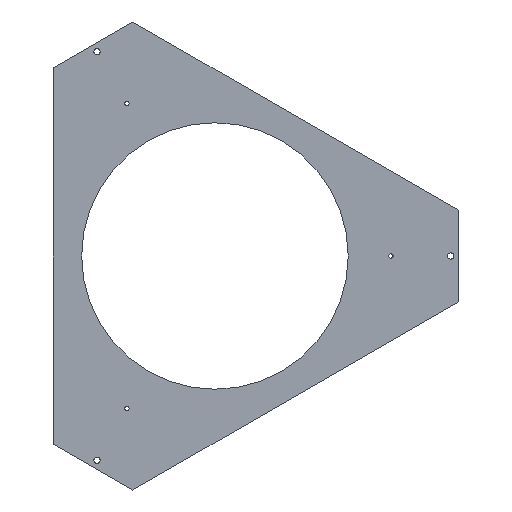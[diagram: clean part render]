
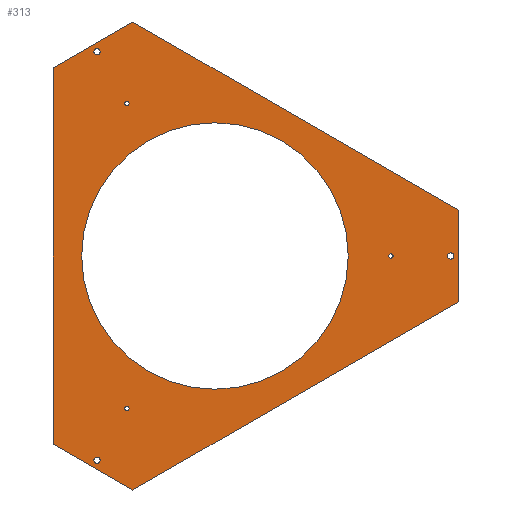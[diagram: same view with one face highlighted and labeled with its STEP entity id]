
A CAD part, front view. The second image highlights one B-rep face of the part: STEP entity #313.
In plain terms, the highlighted planar face has unit normal (0, -1, 0).
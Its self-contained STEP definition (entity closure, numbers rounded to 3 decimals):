
#26=FACE_BOUND('',#78,.T.);
#27=FACE_BOUND('',#79,.T.);
#28=FACE_BOUND('',#80,.T.);
#29=FACE_BOUND('',#81,.T.);
#30=FACE_BOUND('',#82,.T.);
#31=FACE_BOUND('',#83,.T.);
#32=FACE_BOUND('',#84,.T.);
#40=PLANE('',#357);
#55=FACE_OUTER_BOUND('',#77,.T.);
#77=EDGE_LOOP('',(#279,#280,#281,#282,#283,#284));
#78=EDGE_LOOP('',(#285));
#79=EDGE_LOOP('',(#286));
#80=EDGE_LOOP('',(#287));
#81=EDGE_LOOP('',(#288));
#82=EDGE_LOOP('',(#289));
#83=EDGE_LOOP('',(#290));
#84=EDGE_LOOP('',(#291));
#92=LINE('',#495,#117);
#96=LINE('',#503,#121);
#99=LINE('',#509,#124);
#102=LINE('',#515,#127);
#105=LINE('',#521,#130);
#108=LINE('',#526,#133);
#117=VECTOR('',#414,10.);
#121=VECTOR('',#420,10.);
#124=VECTOR('',#425,10.);
#127=VECTOR('',#430,10.);
#130=VECTOR('',#435,10.);
#133=VECTOR('',#440,10.);
#136=CIRCLE('',#331,1.9);
#138=CIRCLE('',#334,1.9);
#140=CIRCLE('',#337,117.617);
#142=CIRCLE('',#340,1.9);
#144=CIRCLE('',#343,2.75);
#146=CIRCLE('',#346,2.75);
#148=CIRCLE('',#349,2.75);
#150=VERTEX_POINT('',#453);
#152=VERTEX_POINT('',#459);
#154=VERTEX_POINT('',#465);
#156=VERTEX_POINT('',#471);
#158=VERTEX_POINT('',#477);
#160=VERTEX_POINT('',#483);
#162=VERTEX_POINT('',#489);
#163=VERTEX_POINT('',#493);
#164=VERTEX_POINT('',#494);
#167=VERTEX_POINT('',#502);
#169=VERTEX_POINT('',#508);
#171=VERTEX_POINT('',#514);
#173=VERTEX_POINT('',#520);
#177=EDGE_CURVE('',#150,#150,#136,.T.);
#180=EDGE_CURVE('',#152,#152,#138,.T.);
#183=EDGE_CURVE('',#154,#154,#140,.T.);
#186=EDGE_CURVE('',#156,#156,#142,.T.);
#189=EDGE_CURVE('',#158,#158,#144,.T.);
#192=EDGE_CURVE('',#160,#160,#146,.T.);
#195=EDGE_CURVE('',#162,#162,#148,.T.);
#196=EDGE_CURVE('',#163,#164,#92,.T.);
#200=EDGE_CURVE('',#167,#163,#96,.T.);
#203=EDGE_CURVE('',#169,#167,#99,.T.);
#206=EDGE_CURVE('',#169,#171,#102,.T.);
#209=EDGE_CURVE('',#173,#171,#105,.T.);
#212=EDGE_CURVE('',#164,#173,#108,.T.);
#279=ORIENTED_EDGE('',*,*,#212,.F.);
#280=ORIENTED_EDGE('',*,*,#196,.F.);
#281=ORIENTED_EDGE('',*,*,#200,.F.);
#282=ORIENTED_EDGE('',*,*,#203,.F.);
#283=ORIENTED_EDGE('',*,*,#206,.T.);
#284=ORIENTED_EDGE('',*,*,#209,.F.);
#285=ORIENTED_EDGE('',*,*,#195,.F.);
#286=ORIENTED_EDGE('',*,*,#192,.F.);
#287=ORIENTED_EDGE('',*,*,#189,.F.);
#288=ORIENTED_EDGE('',*,*,#186,.F.);
#289=ORIENTED_EDGE('',*,*,#183,.F.);
#290=ORIENTED_EDGE('',*,*,#180,.F.);
#291=ORIENTED_EDGE('',*,*,#177,.F.);
#313=ADVANCED_FACE('',(#55,#26,#27,#28,#29,#30,#31,#32),#40,.F.);
#331=AXIS2_PLACEMENT_3D('',#455,#368,#369);
#334=AXIS2_PLACEMENT_3D('',#461,#375,#376);
#337=AXIS2_PLACEMENT_3D('',#467,#382,#383);
#340=AXIS2_PLACEMENT_3D('',#473,#389,#390);
#343=AXIS2_PLACEMENT_3D('',#479,#396,#397);
#346=AXIS2_PLACEMENT_3D('',#485,#403,#404);
#349=AXIS2_PLACEMENT_3D('',#491,#410,#411);
#357=AXIS2_PLACEMENT_3D('',#529,#444,#445);
#368=DIRECTION('center_axis',(0.,-1.,0.));
#369=DIRECTION('ref_axis',(1.,0.,0.));
#375=DIRECTION('center_axis',(0.,-1.,0.));
#376=DIRECTION('ref_axis',(1.,0.,0.));
#382=DIRECTION('center_axis',(0.,-1.,0.));
#383=DIRECTION('ref_axis',(1.,0.,0.));
#389=DIRECTION('center_axis',(0.,-1.,0.));
#390=DIRECTION('ref_axis',(1.,0.,0.));
#396=DIRECTION('center_axis',(0.,-1.,0.));
#397=DIRECTION('ref_axis',(1.,0.,0.));
#403=DIRECTION('center_axis',(0.,-1.,0.));
#404=DIRECTION('ref_axis',(1.,0.,0.));
#410=DIRECTION('center_axis',(0.,-1.,0.));
#411=DIRECTION('ref_axis',(1.,0.,0.));
#414=DIRECTION('',(0.,0.,1.));
#420=DIRECTION('',(-0.866,0.,0.5));
#425=DIRECTION('',(-0.866,0.,-0.5));
#430=DIRECTION('',(0.,0.,1.));
#435=DIRECTION('',(0.866,0.,-0.5));
#440=DIRECTION('',(0.866,0.,0.5));
#444=DIRECTION('center_axis',(0.,1.,0.));
#445=DIRECTION('ref_axis',(1.,0.,0.));
#453=CARTESIAN_POINT('',(155.027,110.,413.476));
#455=CARTESIAN_POINT('Origin',(156.927,110.,413.476));
#459=CARTESIAN_POINT('',(155.027,110.,144.476));
#461=CARTESIAN_POINT('Origin',(156.927,110.,144.476));
#465=CARTESIAN_POINT('',(116.964,110.,278.976));
#467=CARTESIAN_POINT('Origin',(234.58,110.,278.976));
#471=CARTESIAN_POINT('',(387.988,110.,278.976));
#473=CARTESIAN_POINT('Origin',(389.888,110.,278.976));
#477=CARTESIAN_POINT('',(127.784,110.,98.763));
#479=CARTESIAN_POINT('Origin',(130.534,110.,98.763));
#483=CARTESIAN_POINT('',(127.784,110.,459.189));
#485=CARTESIAN_POINT('Origin',(130.534,110.,459.189));
#489=CARTESIAN_POINT('',(439.923,110.,278.976));
#491=CARTESIAN_POINT('Origin',(442.673,110.,278.976));
#493=CARTESIAN_POINT('',(91.964,110.,112.927));
#494=CARTESIAN_POINT('',(91.964,110.,445.026));
#495=CARTESIAN_POINT('',(91.964,110.,87.523));
#502=CARTESIAN_POINT('',(162.085,110.,72.442));
#503=CARTESIAN_POINT('',(127.025,110.,92.684));
#508=CARTESIAN_POINT('',(449.692,110.,238.491));
#509=CARTESIAN_POINT('',(471.692,110.,251.193));
#514=CARTESIAN_POINT('',(449.692,110.,319.461));
#515=CARTESIAN_POINT('',(449.692,110.,278.976));
#520=CARTESIAN_POINT('',(162.085,110.,485.511));
#521=CARTESIAN_POINT('',(140.085,110.,498.212));
#526=CARTESIAN_POINT('',(127.025,110.,465.268));
#529=CARTESIAN_POINT('Origin',(270.828,110.,278.976));
